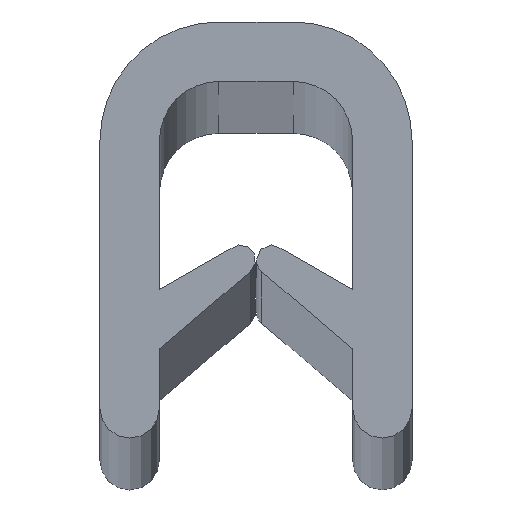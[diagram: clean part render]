
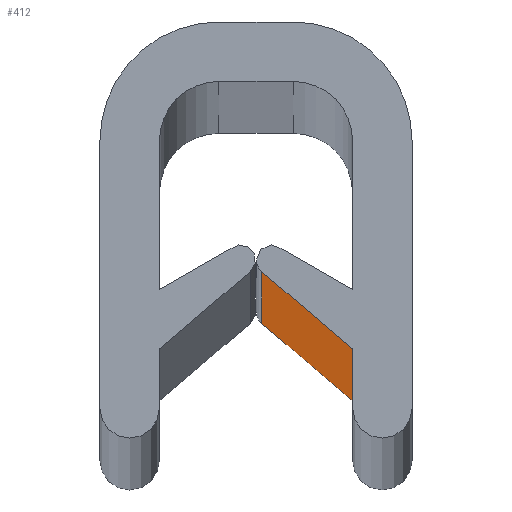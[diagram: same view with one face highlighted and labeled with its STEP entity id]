
A CAD part, top view. The second image highlights one B-rep face of the part: STEP entity #412.
In plain terms, the highlighted planar face has unit normal (-0.649, -0.761, 0).
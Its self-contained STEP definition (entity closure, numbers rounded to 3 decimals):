
#15 = EDGE_CURVE ( 'NONE', #267, #266, #313, .T. ) ;
#64 = VERTEX_POINT ( 'NONE', #202 ) ;
#84 = EDGE_LOOP ( 'NONE', ( #618, #619, #617, #620 ) ) ;
#125 = VECTOR ( 'NONE', #225, 1000. ) ;
#132 = AXIS2_PLACEMENT_3D ( 'NONE', #730, #731, #732 ) ;
#134 = FACE_OUTER_BOUND ( 'NONE', #84, .T. ) ;
#138 = EDGE_CURVE ( 'NONE', #257, #64, #207, .T. ) ;
#143 = EDGE_CURVE ( 'NONE', #267, #257, #223, .T. ) ;
#202 = CARTESIAN_POINT ( 'NONE',  ( 3.25, -11., -500. ) ) ;
#207 = LINE ( 'NONE', #208, #698 ) ;
#208 = CARTESIAN_POINT ( 'NONE',  ( 3.25, -11., 500. ) ) ;
#209 = DIRECTION ( 'NONE',  ( 0., 0., -1. ) ) ;
#223 = LINE ( 'NONE', #224, #125 ) ;
#224 = CARTESIAN_POINT ( 'NONE',  ( 0.194, -8.396, 500. ) ) ;
#225 = DIRECTION ( 'NONE',  ( 0.761, -0.649, 0. ) ) ;
#257 = VERTEX_POINT ( 'NONE', #571 ) ;
#266 = VERTEX_POINT ( 'NONE', #578 ) ;
#267 = VERTEX_POINT ( 'NONE', #579 ) ;
#313 = LINE ( 'NONE', #314, #806 ) ;
#314 = CARTESIAN_POINT ( 'NONE',  ( 0.194, -8.396, 500. ) ) ;
#315 = DIRECTION ( 'NONE',  ( 0., 0., -1. ) ) ;
#412 = ADVANCED_FACE ( 'NONE', ( #134 ), #729, .F. ) ;
#423 = EDGE_CURVE ( 'NONE', #266, #64, #746, .T. ) ;
#571 = CARTESIAN_POINT ( 'NONE',  ( 3.25, -11., 500. ) ) ;
#578 = CARTESIAN_POINT ( 'NONE',  ( 0.194, -8.396, -500. ) ) ;
#579 = CARTESIAN_POINT ( 'NONE',  ( 0.194, -8.396, 500. ) ) ;
#617 = ORIENTED_EDGE ( 'NONE', *, *, #143, .F. ) ;
#618 = ORIENTED_EDGE ( 'NONE', *, *, #423, .T. ) ;
#619 = ORIENTED_EDGE ( 'NONE', *, *, #138, .F. ) ;
#620 = ORIENTED_EDGE ( 'NONE', *, *, #15, .T. ) ;
#698 = VECTOR ( 'NONE', #209, 1000. ) ;
#729 = PLANE ( 'NONE',  #132 ) ;
#730 = CARTESIAN_POINT ( 'NONE',  ( 0.194, -8.396, 500. ) ) ;
#731 = DIRECTION ( 'NONE',  ( 0.649, 0.761, 0. ) ) ;
#732 = DIRECTION ( 'NONE',  ( -0.761, 0.649, 0. ) ) ;
#746 = LINE ( 'NONE', #747, #792 ) ;
#747 = CARTESIAN_POINT ( 'NONE',  ( 0.194, -8.396, -500. ) ) ;
#748 = DIRECTION ( 'NONE',  ( 0.761, -0.649, 0. ) ) ;
#792 = VECTOR ( 'NONE', #748, 1000. ) ;
#806 = VECTOR ( 'NONE', #315, 1000. ) ;
